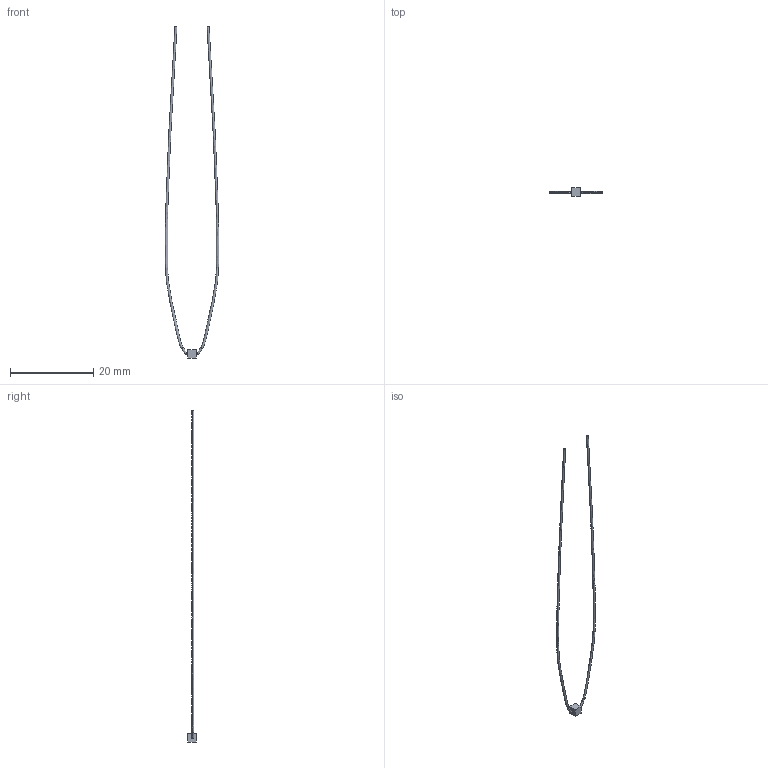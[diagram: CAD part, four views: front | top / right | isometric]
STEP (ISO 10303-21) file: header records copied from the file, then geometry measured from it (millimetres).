
FILE_DESCRIPTION (( 'STEP AP214' ), '1' );
FILE_NAME ('PA3CEW.STEP', '2014-10-11T07:35:29', ( '' ), ( '' ), 'SwSTEP 2.0', 'SolidWorks 2012', '' );
FILE_SCHEMA (( 'AUTOMOTIVE_DESIGN' ));
Length unit declared in the file: millimetre
Products named in the file (1): PA3CEW
Bounding box: 12.77 x 2 x 79.53 mm (x, y, z)
Volume: 39.3 mm3; surface area: 274.3 mm2
Topology: 1 solids, 1 shells, 20 faces, 40 edges, 24 vertices
Faces by surface type: bspline 8, plane 8, cylinder 4
Entity records: 1630 total; most frequent: CARTESIAN_POINT 1009, ORIENTED_EDGE 80, DIRECTION 66, EDGE_CURVE 40, AXIS2_PLACEMENT_3D 25, VERTEX_POINT 24, UNCERTAINTY_MEASURE_WITH_UNIT 23, FILL_AREA_STYLE_COLOUR 22
